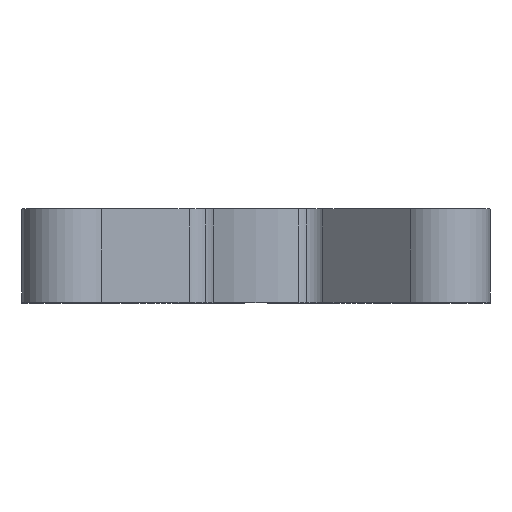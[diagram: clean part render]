
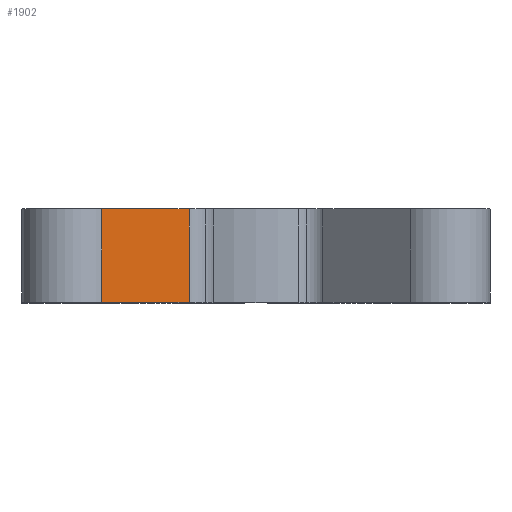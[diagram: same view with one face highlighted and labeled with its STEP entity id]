
A CAD part, top view. The second image highlights one B-rep face of the part: STEP entity #1902.
In plain terms, the highlighted planar face has unit normal (0.707, 0, 0.707).
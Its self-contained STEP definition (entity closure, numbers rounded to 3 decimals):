
#12 = DIRECTION ( 'NONE',  ( -0.707, 0., 0.707 ) ) ;
#1641 = ORIENTED_EDGE ( 'NONE', *, *, #6186, .T. ) ;
#1705 = DIRECTION ( 'NONE',  ( 0., 1., 0. ) ) ;
#1902 = ADVANCED_FACE ( 'NONE', ( #9965 ), #11246, .F. ) ;
#1974 = EDGE_LOOP ( 'NONE', ( #10200, #1641, #11262, #4001 ) ) ;
#2574 = CARTESIAN_POINT ( 'NONE',  ( 2.828, 8., 2.828 ) ) ;
#2677 = CARTESIAN_POINT ( 'NONE',  ( -13.172, 8., 18.828 ) ) ;
#3157 = VERTEX_POINT ( 'NONE', #6321 ) ;
#3188 = CARTESIAN_POINT ( 'NONE',  ( -13.172, 8., 18.828 ) ) ;
#3193 = VECTOR ( 'NONE', #1705, 1000. ) ;
#3337 = DIRECTION ( 'NONE',  ( -0.707, 0., -0.707 ) ) ;
#4001 = ORIENTED_EDGE ( 'NONE', *, *, #10545, .T. ) ;
#4240 = EDGE_CURVE ( 'NONE', #5792, #9902, #7901, .T. ) ;
#4371 = CARTESIAN_POINT ( 'NONE',  ( -13.172, 0., 18.828 ) ) ;
#4446 = CARTESIAN_POINT ( 'NONE',  ( -5.723, 0., 11.38 ) ) ;
#5181 = CARTESIAN_POINT ( 'NONE',  ( 2.828, 8., 2.828 ) ) ;
#5292 = DIRECTION ( 'NONE',  ( 0., -1., 0. ) ) ;
#5791 = EDGE_CURVE ( 'NONE', #9271, #3157, #9786, .T. ) ;
#5792 = VERTEX_POINT ( 'NONE', #4371 ) ;
#6186 = EDGE_CURVE ( 'NONE', #9902, #3157, #7327, .T. ) ;
#6321 = CARTESIAN_POINT ( 'NONE',  ( -5.723, 8., 11.38 ) ) ;
#6423 = DIRECTION ( 'NONE',  ( 0.707, 0., -0.707 ) ) ;
#6880 = DIRECTION ( 'NONE',  ( 0.707, 0., -0.707 ) ) ;
#7197 = VECTOR ( 'NONE', #6880, 1000. ) ;
#7327 = LINE ( 'NONE', #9642, #3193 ) ;
#7901 = LINE ( 'NONE', #8191, #11305 ) ;
#8191 = CARTESIAN_POINT ( 'NONE',  ( 2.828, 0., 2.828 ) ) ;
#9271 = VERTEX_POINT ( 'NONE', #3188 ) ;
#9642 = CARTESIAN_POINT ( 'NONE',  ( -5.723, 8., 11.38 ) ) ;
#9786 = LINE ( 'NONE', #2574, #7197 ) ;
#9902 = VERTEX_POINT ( 'NONE', #4446 ) ;
#9965 = FACE_OUTER_BOUND ( 'NONE', #1974, .T. ) ;
#9973 = VECTOR ( 'NONE', #5292, 1000. ) ;
#10200 = ORIENTED_EDGE ( 'NONE', *, *, #4240, .T. ) ;
#10545 = EDGE_CURVE ( 'NONE', #9271, #5792, #10645, .T. ) ;
#10645 = LINE ( 'NONE', #2677, #9973 ) ;
#10773 = AXIS2_PLACEMENT_3D ( 'NONE', #5181, #3337, #12 ) ;
#11246 = PLANE ( 'NONE',  #10773 ) ;
#11262 = ORIENTED_EDGE ( 'NONE', *, *, #5791, .F. ) ;
#11305 = VECTOR ( 'NONE', #6423, 1000. ) ;
